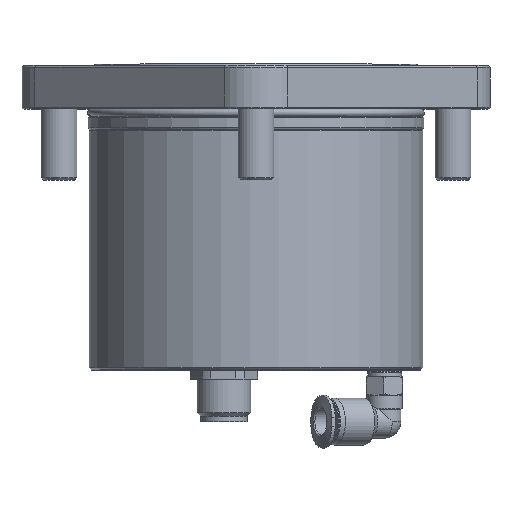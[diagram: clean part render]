
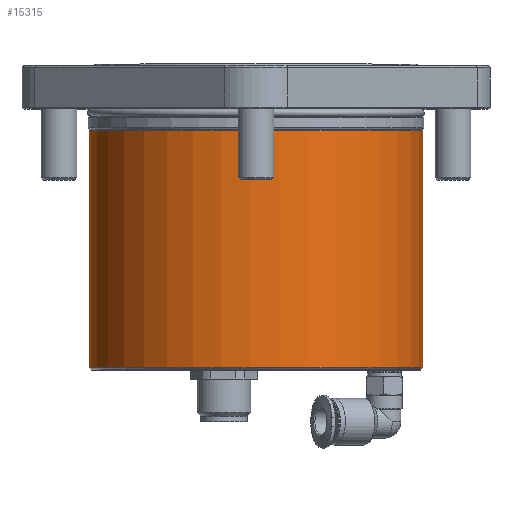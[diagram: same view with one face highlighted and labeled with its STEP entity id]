
A CAD part, top view. The second image highlights one B-rep face of the part: STEP entity #15315.
In plain terms, the highlighted cylindrical face has radius 37.3 mm (diameter 74.6 mm), a full revolution.
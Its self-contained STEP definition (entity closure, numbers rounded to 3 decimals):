
#502 = VERTEX_POINT ( 'NONE', #14535 ) ;
#12098 = AXIS2_PLACEMENT_3D ( 'NONE', #63412, #30133, #35648 ) ;
#14535 = CARTESIAN_POINT ( 'NONE',  ( 17.511, -14.9, 32.934 ) ) ;
#15315 = ADVANCED_FACE ( 'NONE', ( #63151, #34921 ), #62683, .T. ) ;
#16199 = EDGE_LOOP ( 'NONE', ( #37280 ) ) ;
#17207 = EDGE_LOOP ( 'NONE', ( #20578 ) ) ;
#20578 = ORIENTED_EDGE ( 'NONE', *, *, #51540, .T. ) ;
#22177 = CARTESIAN_POINT ( 'NONE',  ( 0., -17.102, 0. ) ) ;
#29441 = DIRECTION ( 'NONE',  ( 0.469, 0., 0.883 ) ) ;
#30133 = DIRECTION ( 'NONE',  ( 0., 1., 0. ) ) ;
#34921 = FACE_OUTER_BOUND ( 'NONE', #16199, .T. ) ;
#35648 = DIRECTION ( 'NONE',  ( -0.469, 0., -0.883 ) ) ;
#37280 = ORIENTED_EDGE ( 'NONE', *, *, #61432, .F. ) ;
#41027 = DIRECTION ( 'NONE',  ( 0.469, 0., 0.883 ) ) ;
#47334 = VERTEX_POINT ( 'NONE', #60964 ) ;
#47926 = CIRCLE ( 'NONE', #68237, 37.3 ) ;
#48424 = CIRCLE ( 'NONE', #12098, 37.3 ) ;
#51540 = EDGE_CURVE ( 'NONE', #47334, #47334, #48424, .T. ) ;
#60964 = CARTESIAN_POINT ( 'NONE',  ( -17.511, -67.8, -32.934 ) ) ;
#61432 = EDGE_CURVE ( 'NONE', #502, #502, #47926, .T. ) ;
#62683 = CYLINDRICAL_SURFACE ( 'NONE', #76256, 37.3 ) ;
#63151 = FACE_OUTER_BOUND ( 'NONE', #17207, .T. ) ;
#63412 = CARTESIAN_POINT ( 'NONE',  ( 0., -67.8, 0. ) ) ;
#68237 = AXIS2_PLACEMENT_3D ( 'NONE', #81555, #74266, #41027 ) ;
#74266 = DIRECTION ( 'NONE',  ( 0., 1., 0. ) ) ;
#76256 = AXIS2_PLACEMENT_3D ( 'NONE', #22177, #85427, #29441 ) ;
#81555 = CARTESIAN_POINT ( 'NONE',  ( 0., -14.9, 0. ) ) ;
#85427 = DIRECTION ( 'NONE',  ( 0., 1., 0. ) ) ;
